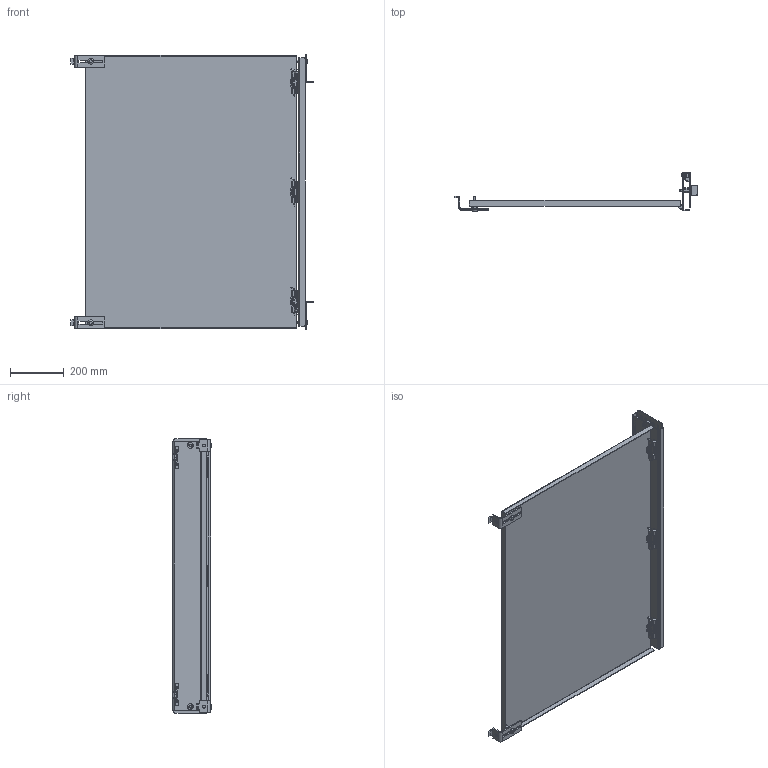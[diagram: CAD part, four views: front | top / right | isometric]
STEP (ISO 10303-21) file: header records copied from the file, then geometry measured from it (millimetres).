
FILE_DESCRIPTION (( 'STEP AP214' ), '1' );
FILE_NAME ('SCE-90SP36F4.STEP', '2022-07-21T12:30:22', ( '' ), ( '' ), 'SwSTEP 2.0', 'SolidWorks 2021', '' );
FILE_SCHEMA (( 'AUTOMOTIVE_DESIGN' ));
Length unit declared in the file: inch
Products named in the file (1): SCE-90SP36F4
Bounding box: 897.53 x 144.03 x 1015.84 mm (x, y, z)
Volume: 2958096.2 mm3; surface area: 2222804.5 mm2
Topology: 39 solids, 39 shells, 1855 faces, 4779 edges, 3013 vertices
Faces by surface type: plane 892, cylinder 705, cone 114, bspline 86, torus 30, sphere 28
Full cylindrical faces by diameter (mm): 1.016 x5, 3.962 x2, 5.105 x10, 5.537 x6, 6.35 x10, 9.525 x2
Entity records: 69966 total; most frequent: CARTESIAN_POINT 24490, ORIENTED_EDGE 9430, DIRECTION 9193, EDGE_CURVE 4715, AXIS2_PLACEMENT_3D 3229, VERTEX_POINT 3008, VECTOR 2735, LINE 2735
